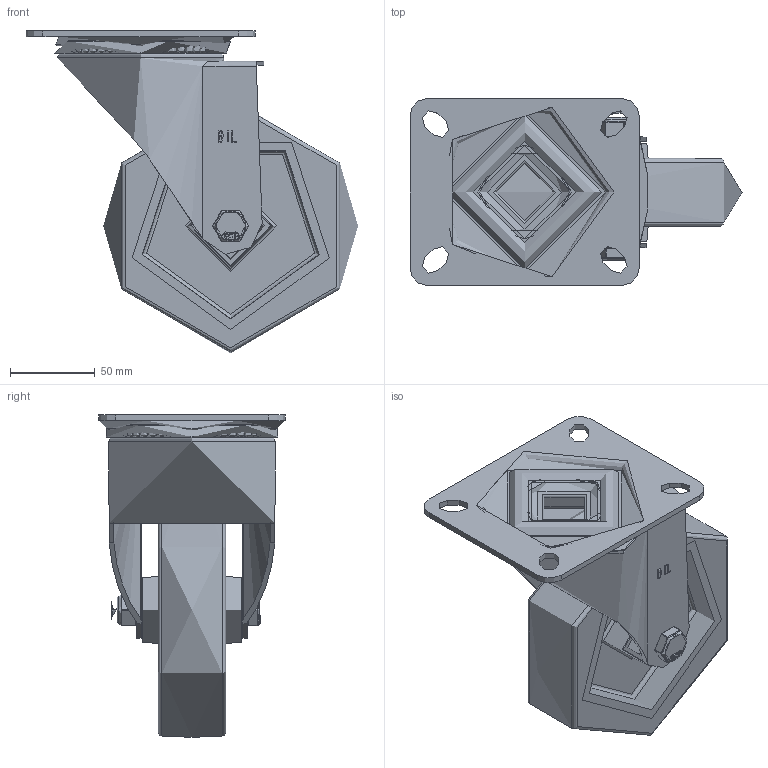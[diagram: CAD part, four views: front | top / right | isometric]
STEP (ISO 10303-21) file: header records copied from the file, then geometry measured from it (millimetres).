
FILE_DESCRIPTION(/* description */ (''),/* implementation_level */ '2;1');
FILE_NAME(/* name */ 'SSMM150NP.step',/* time_stamp */ '2024-10-03T14:26:08+01:00',/* author */ (''),/* organization */ (''),/* preprocessor_version */ 'ST-DEVELOPER v20',/* originating_system */ 'Autodesk Translation Framework v13.20.0.188',/* authorisation */ '');
FILE_SCHEMA (('AUTOMOTIVE_DESIGN { 1 0 10303 214 3 1 1 }'));
Length unit declared in the file: millimetre
Products named in the file (19): SSMM150NP; SSMM160AS v2; ZINC PLATED, PRESSED STEEL TOP PLATE; ZINC PLATED, PRESSED STEEL TOP PLATE Geometry; BALL BEARINGS; Component1; ZINC PLATED, PRESSED STEEL FORKS; BEARING SEAL; BZH150WNP v1; POLYURETHANE TYRE; NYLON RIM; TUBEM20X60SS v1; STAINLESS STEEL TUBE; BOLTM12X80A2 v2; GRADE 304 STAINLESS STEEL BOLT (1); NM12NYA2THIN v1; NYLOC STAINLESS STEEL NUT; NUT; RUBBER
Assembly tree (57 placements, depth 5):
  SSMM150NP
    SSMM160AS v2
      ZINC PLATED, PRESSED STEEL TOP PLATE
        ZINC PLATED, PRESSED STEEL TOP PLATE Geometry
        BALL BEARINGS
          Component1  x40
      ZINC PLATED, PRESSED STEEL FORKS
      BEARING SEAL
    BZH150WNP v1
      POLYURETHANE TYRE
      NYLON RIM
    TUBEM20X60SS v1
      STAINLESS STEEL TUBE
    BOLTM12X80A2 v2
      GRADE 304 STAINLESS STEEL BOLT (1)
    NM12NYA2THIN v1
      NYLOC STAINLESS STEEL NUT
        NUT
        RUBBER
Bounding box: 195.5 x 110 x 190 mm (x, y, z)
Volume: 627629.1 mm3; surface area: 220652.1 mm2
Topology: 49 solids, 49 shells, 414 faces, 1017 edges, 648 vertices
Faces by surface type: plane 126, cylinder 115, bspline 72, sphere 58, torus 24, cone 19
Full cylindrical faces by diameter (mm): 9.836 x18, 11.834 x18, 12 x3, 12.2 x2, 12.5 x1, 14 x2, 17.5 x1, 18.5 x1, 19.9 x1, 20.5 x1, 33.75 x1, 39.75 x2, 50 x1, 78 x1, 92.5 x1, 98 x1, 122 x2
Entity records: 20876 total; most frequent: CARTESIAN_POINT 11781, ORIENTED_EDGE 1796, DIRECTION 1697, EDGE_CURVE 898, AXIS2_PLACEMENT_3D 652, VERTEX_POINT 570, EDGE_LOOP 430, LINE 393
